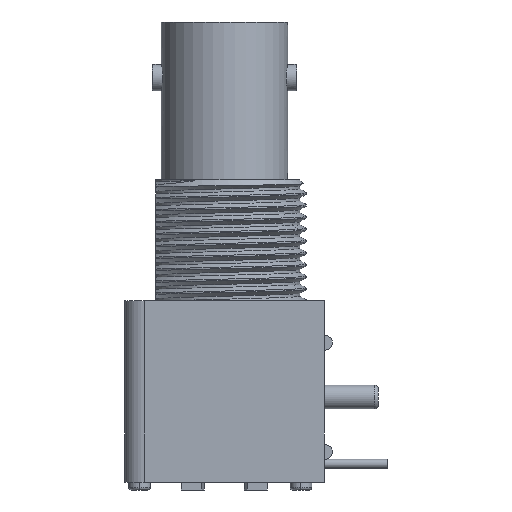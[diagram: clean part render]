
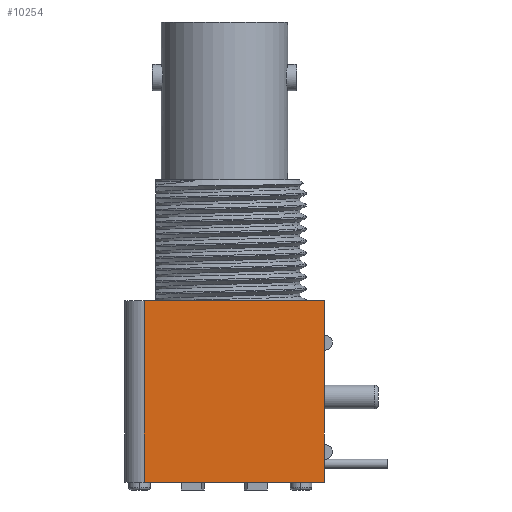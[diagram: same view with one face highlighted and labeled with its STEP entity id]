
A CAD part, left-side view. The second image highlights one B-rep face of the part: STEP entity #10254.
In plain terms, the highlighted planar face has unit normal (-1, 0, 0).
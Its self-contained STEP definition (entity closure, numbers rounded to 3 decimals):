
#35 = DIRECTION ( 'NONE',  ( 0., 1., 0. ) ) ;
#942 = ORIENTED_EDGE ( 'NONE', *, *, #2714, .T. ) ;
#1188 = DIRECTION ( 'NONE',  ( 0., 0., -1. ) ) ;
#1201 = CARTESIAN_POINT ( 'NONE',  ( -7.325, -7.6, -21.2 ) ) ;
#1874 = CARTESIAN_POINT ( 'NONE',  ( -7.325, 6.1, -21.2 ) ) ;
#2714 = EDGE_CURVE ( 'NONE', #13785, #12212, #5750, .T. ) ;
#2904 = AXIS2_PLACEMENT_3D ( 'NONE', #12203, #3711, #9585 ) ;
#3400 = EDGE_CURVE ( 'NONE', #6736, #9481, #8699, .T. ) ;
#3638 = CARTESIAN_POINT ( 'NONE',  ( -7.325, 6.1, -35. ) ) ;
#3711 = DIRECTION ( 'NONE',  ( -1., 0., 0. ) ) ;
#5607 = CARTESIAN_POINT ( 'NONE',  ( -7.325, -7.6, -21.2 ) ) ;
#5733 = CARTESIAN_POINT ( 'NONE',  ( -7.325, -7.6, -35. ) ) ;
#5750 = LINE ( 'NONE', #11528, #16261 ) ;
#6267 = ORIENTED_EDGE ( 'NONE', *, *, #18241, .T. ) ;
#6599 = PLANE ( 'NONE',  #2904 ) ;
#6736 = VERTEX_POINT ( 'NONE', #9632 ) ;
#8285 = DIRECTION ( 'NONE',  ( 0., 0., -1. ) ) ;
#8699 = LINE ( 'NONE', #5733, #9734 ) ;
#9481 = VERTEX_POINT ( 'NONE', #3638 ) ;
#9585 = DIRECTION ( 'NONE',  ( 0., 0., 1. ) ) ;
#9632 = CARTESIAN_POINT ( 'NONE',  ( -7.325, -7.6, -35. ) ) ;
#9734 = VECTOR ( 'NONE', #35, 1000. ) ;
#10254 = ADVANCED_FACE ( 'NONE', ( #16495 ), #6599, .T. ) ;
#10628 = ORIENTED_EDGE ( 'NONE', *, *, #3400, .F. ) ;
#10721 = EDGE_LOOP ( 'NONE', ( #6267, #10628, #18181, #942 ) ) ;
#10986 = CARTESIAN_POINT ( 'NONE',  ( -7.325, 6.1, -21.2 ) ) ;
#11528 = CARTESIAN_POINT ( 'NONE',  ( -7.325, -7.6, -21.2 ) ) ;
#12203 = CARTESIAN_POINT ( 'NONE',  ( -7.325, -7.6, -21.2 ) ) ;
#12212 = VERTEX_POINT ( 'NONE', #1874 ) ;
#13785 = VERTEX_POINT ( 'NONE', #5607 ) ;
#13984 = LINE ( 'NONE', #10986, #17662 ) ;
#14165 = DIRECTION ( 'NONE',  ( 0., 1., 0. ) ) ;
#14787 = VECTOR ( 'NONE', #8285, 1000. ) ;
#14829 = EDGE_CURVE ( 'NONE', #13785, #6736, #15393, .T. ) ;
#15393 = LINE ( 'NONE', #1201, #14787 ) ;
#16261 = VECTOR ( 'NONE', #14165, 1000. ) ;
#16495 = FACE_OUTER_BOUND ( 'NONE', #10721, .T. ) ;
#17662 = VECTOR ( 'NONE', #1188, 1000. ) ;
#18181 = ORIENTED_EDGE ( 'NONE', *, *, #14829, .F. ) ;
#18241 = EDGE_CURVE ( 'NONE', #12212, #9481, #13984, .T. ) ;
